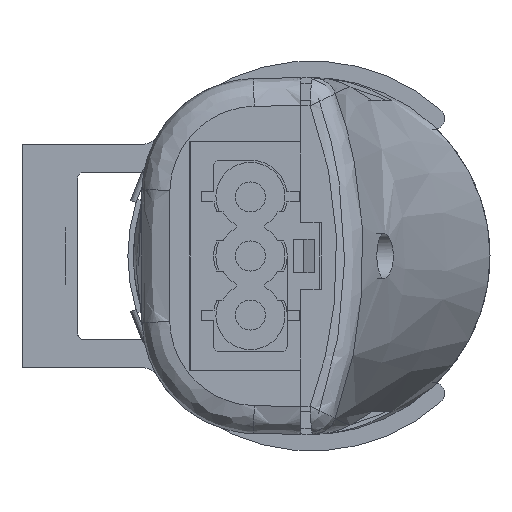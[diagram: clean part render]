
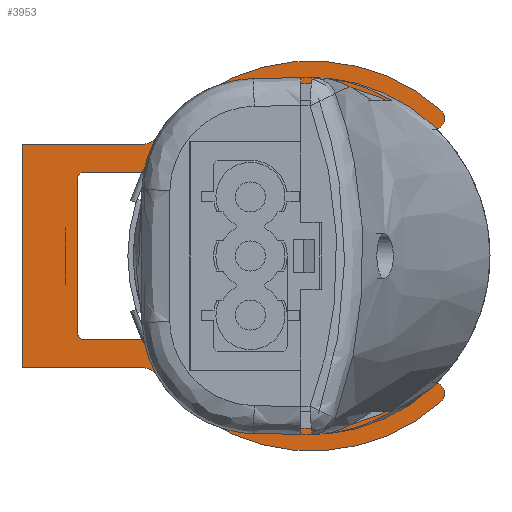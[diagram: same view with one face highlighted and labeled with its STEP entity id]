
A CAD part, left-side view. The second image highlights one B-rep face of the part: STEP entity #3953.
In plain terms, the highlighted planar face has unit normal (-1, 0, 0).
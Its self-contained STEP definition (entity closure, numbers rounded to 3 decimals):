
#427=CIRCLE('',#4219,2.);
#428=CIRCLE('',#4222,2.);
#440=CIRCLE('',#4240,17.5);
#441=CIRCLE('',#4242,17.5);
#442=CIRCLE('',#4244,1.);
#443=CIRCLE('',#4246,1.);
#444=CIRCLE('',#4248,0.5);
#445=CIRCLE('',#4249,0.5);
#446=CIRCLE('',#4250,0.5);
#447=CIRCLE('',#4251,0.5);
#448=CIRCLE('',#4252,15.5);
#449=CIRCLE('',#4253,15.5);
#635=FACE_OUTER_BOUND('',#794,.T.);
#794=EDGE_LOOP('',(#3587,#3588,#3589,#3590,#3591,#3592,#3593,#3594,#3595,
#3596,#3597,#3598,#3599,#3600,#3601,#3602,#3603,#3604));
#1078=LINE('',#8985,#1406);
#1081=LINE('',#8997,#1409);
#1089=LINE('',#9011,#1417);
#1094=LINE('',#9021,#1422);
#1096=LINE('',#9026,#1424);
#1105=LINE('',#9074,#1433);
#1406=VECTOR('',#4994,10.63);
#1409=VECTOR('',#5005,10.63);
#1417=VECTOR('',#5015,14.);
#1422=VECTOR('',#5022,6.644);
#1424=VECTOR('',#5026,6.644);
#1433=VECTOR('',#5085,20.);
#1964=VERTEX_POINT('',#8975);
#1965=VERTEX_POINT('',#8977);
#1967=VERTEX_POINT('',#8983);
#1968=VERTEX_POINT('',#8987);
#1969=VERTEX_POINT('',#8988);
#1972=VERTEX_POINT('',#8996);
#1976=VERTEX_POINT('',#9008);
#1977=VERTEX_POINT('',#9010);
#1979=VERTEX_POINT('',#9015);
#1981=VERTEX_POINT('',#9019);
#1982=VERTEX_POINT('',#9023);
#1983=VERTEX_POINT('',#9025);
#1992=VERTEX_POINT('',#9051);
#1993=VERTEX_POINT('',#9055);
#1994=VERTEX_POINT('',#9059);
#1995=VERTEX_POINT('',#9063);
#1996=VERTEX_POINT('',#9067);
#1997=VERTEX_POINT('',#9071);
#2646=EDGE_CURVE('',#1964,#1965,#427,.T.);
#2650=EDGE_CURVE('',#1967,#1964,#1078,.T.);
#2651=EDGE_CURVE('',#1968,#1969,#428,.T.);
#2655=EDGE_CURVE('',#1972,#1969,#1081,.T.);
#2663=EDGE_CURVE('',#1977,#1976,#1089,.T.);
#2668=EDGE_CURVE('',#1979,#1981,#1094,.T.);
#2670=EDGE_CURVE('',#1983,#1982,#1096,.T.);
#2686=EDGE_CURVE('',#1968,#1992,#440,.T.);
#2687=EDGE_CURVE('',#1993,#1965,#441,.T.);
#2689=EDGE_CURVE('',#1993,#1994,#442,.T.);
#2691=EDGE_CURVE('',#1995,#1992,#443,.T.);
#2693=EDGE_CURVE('',#1983,#1996,#444,.T.);
#2694=EDGE_CURVE('',#1977,#1982,#445,.T.);
#2695=EDGE_CURVE('',#1979,#1976,#446,.T.);
#2696=EDGE_CURVE('',#1997,#1981,#447,.T.);
#2697=EDGE_CURVE('',#1997,#1994,#448,.T.);
#2698=EDGE_CURVE('',#1972,#1967,#1105,.T.);
#2699=EDGE_CURVE('',#1995,#1996,#449,.T.);
#3587=ORIENTED_EDGE('',*,*,#2693,.F.);
#3588=ORIENTED_EDGE('',*,*,#2670,.T.);
#3589=ORIENTED_EDGE('',*,*,#2694,.F.);
#3590=ORIENTED_EDGE('',*,*,#2663,.T.);
#3591=ORIENTED_EDGE('',*,*,#2695,.F.);
#3592=ORIENTED_EDGE('',*,*,#2668,.T.);
#3593=ORIENTED_EDGE('',*,*,#2696,.F.);
#3594=ORIENTED_EDGE('',*,*,#2697,.T.);
#3595=ORIENTED_EDGE('',*,*,#2689,.F.);
#3596=ORIENTED_EDGE('',*,*,#2687,.T.);
#3597=ORIENTED_EDGE('',*,*,#2646,.F.);
#3598=ORIENTED_EDGE('',*,*,#2650,.F.);
#3599=ORIENTED_EDGE('',*,*,#2698,.F.);
#3600=ORIENTED_EDGE('',*,*,#2655,.T.);
#3601=ORIENTED_EDGE('',*,*,#2651,.F.);
#3602=ORIENTED_EDGE('',*,*,#2686,.T.);
#3603=ORIENTED_EDGE('',*,*,#2691,.F.);
#3604=ORIENTED_EDGE('',*,*,#2699,.T.);
#3777=PLANE('',#4247);
#3953=ADVANCED_FACE('',(#635),#3777,.T.);
#4219=AXIS2_PLACEMENT_3D('',#8978,#4987,#4988);
#4222=AXIS2_PLACEMENT_3D('',#8989,#4997,#4998);
#4240=AXIS2_PLACEMENT_3D('',#9053,#5056,#5057);
#4242=AXIS2_PLACEMENT_3D('',#9056,#5060,#5061);
#4244=AXIS2_PLACEMENT_3D('',#9060,#5065,#5066);
#4246=AXIS2_PLACEMENT_3D('',#9064,#5070,#5071);
#4247=AXIS2_PLACEMENT_3D('',#9066,#5073,#5074);
#4248=AXIS2_PLACEMENT_3D('',#9068,#5075,#5076);
#4249=AXIS2_PLACEMENT_3D('',#9069,#5077,#5078);
#4250=AXIS2_PLACEMENT_3D('',#9070,#5079,#5080);
#4251=AXIS2_PLACEMENT_3D('',#9072,#5081,#5082);
#4252=AXIS2_PLACEMENT_3D('',#9073,#5083,#5084);
#4253=AXIS2_PLACEMENT_3D('',#9075,#5086,#5087);
#4987=DIRECTION('center_axis',(-1.,0.,0.));
#4988=DIRECTION('ref_axis',(0.,-0.439,-0.899));
#4994=DIRECTION('',(0.,-1.,0.));
#4997=DIRECTION('center_axis',(-1.,0.,0.));
#4998=DIRECTION('ref_axis',(0.,-0.439,0.899));
#5005=DIRECTION('',(0.,-1.,0.));
#5015=DIRECTION('',(0.,0.,1.));
#5022=DIRECTION('',(0.,-1.,0.));
#5026=DIRECTION('',(0.,1.,0.));
#5056=DIRECTION('center_axis',(-1.,0.,0.));
#5057=DIRECTION('ref_axis',(0.,0.,-1.));
#5060=DIRECTION('center_axis',(-1.,0.,0.));
#5061=DIRECTION('ref_axis',(0.,0.,-1.));
#5065=DIRECTION('center_axis',(1.,0.,0.));
#5066=DIRECTION('ref_axis',(0.,-1.,0.03));
#5070=DIRECTION('center_axis',(1.,0.,0.));
#5071=DIRECTION('ref_axis',(0.,-0.03,1.));
#5073=DIRECTION('center_axis',(-1.,0.,0.));
#5074=DIRECTION('ref_axis',(0.,0.,-1.));
#5075=DIRECTION('center_axis',(1.,0.,0.));
#5076=DIRECTION('ref_axis',(0.,-0.5,0.866));
#5077=DIRECTION('center_axis',(-1.,0.,0.));
#5078=DIRECTION('ref_axis',(0.,0.707,-0.707));
#5079=DIRECTION('center_axis',(-1.,0.,0.));
#5080=DIRECTION('ref_axis',(0.,0.707,0.707));
#5081=DIRECTION('center_axis',(1.,0.,0.));
#5082=DIRECTION('ref_axis',(0.,-0.5,-0.866));
#5083=DIRECTION('center_axis',(1.,0.,0.));
#5084=DIRECTION('ref_axis',(0.,-0.707,-0.707));
#5085=DIRECTION('',(0.,0.,1.));
#5086=DIRECTION('center_axis',(1.,0.,0.));
#5087=DIRECTION('ref_axis',(0.,-0.707,-0.707));
#8975=CARTESIAN_POINT('',(-222.5,15.37,10.));
#8977=CARTESIAN_POINT('',(-222.5,13.794,10.769));
#8978=CARTESIAN_POINT('Origin',(-222.5,15.37,12.));
#8983=CARTESIAN_POINT('',(-222.5,26.,10.));
#8985=CARTESIAN_POINT('',(-222.5,26.,10.));
#8987=CARTESIAN_POINT('',(-222.5,13.794,-10.769));
#8988=CARTESIAN_POINT('',(-222.5,15.37,-10.));
#8989=CARTESIAN_POINT('Origin',(-222.5,15.37,-12.));
#8996=CARTESIAN_POINT('',(-222.5,26.,-10.));
#8997=CARTESIAN_POINT('',(-222.5,14.361,-10.));
#9008=CARTESIAN_POINT('',(-222.5,21.,7.));
#9010=CARTESIAN_POINT('',(-222.5,21.,-7.));
#9011=CARTESIAN_POINT('',(-222.5,21.,1.25));
#9015=CARTESIAN_POINT('',(-222.5,20.5,7.5));
#9019=CARTESIAN_POINT('',(-222.5,13.856,7.5));
#9021=CARTESIAN_POINT('',(-222.5,23.5,7.5));
#9023=CARTESIAN_POINT('',(-222.5,20.5,-7.5));
#9025=CARTESIAN_POINT('',(-222.5,13.856,-7.5));
#9026=CARTESIAN_POINT('',(-222.5,19.782,-7.5));
#9051=CARTESIAN_POINT('',(-222.5,-11.602,-13.102));
#9053=CARTESIAN_POINT('Origin',(-222.5,0.,0.));
#9055=CARTESIAN_POINT('',(-222.5,-11.602,13.102));
#9056=CARTESIAN_POINT('Origin',(-222.5,0.,0.));
#9059=CARTESIAN_POINT('',(-222.5,-10.276,11.604));
#9060=CARTESIAN_POINT('Origin',(-222.5,-10.939,12.353));
#9063=CARTESIAN_POINT('',(-222.5,-10.276,-11.604));
#9064=CARTESIAN_POINT('Origin',(-222.5,-10.939,-12.353));
#9066=CARTESIAN_POINT('Origin',(-222.5,26.,10.));
#9067=CARTESIAN_POINT('',(-222.5,13.423,-7.75));
#9068=CARTESIAN_POINT('Origin',(-222.5,13.856,-8.));
#9069=CARTESIAN_POINT('Origin',(-222.5,20.5,-7.));
#9070=CARTESIAN_POINT('Origin',(-222.5,20.5,7.));
#9071=CARTESIAN_POINT('',(-222.5,13.423,7.75));
#9072=CARTESIAN_POINT('Origin',(-222.5,13.856,8.));
#9073=CARTESIAN_POINT('Origin',(-222.5,0.,0.));
#9074=CARTESIAN_POINT('',(-222.5,26.,-2.5));
#9075=CARTESIAN_POINT('Origin',(-222.5,0.,0.));
